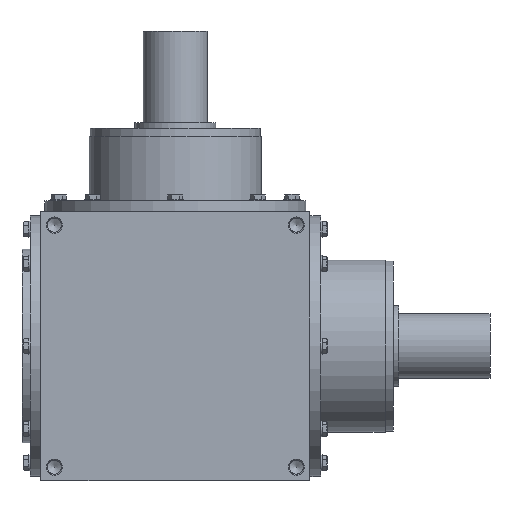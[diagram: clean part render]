
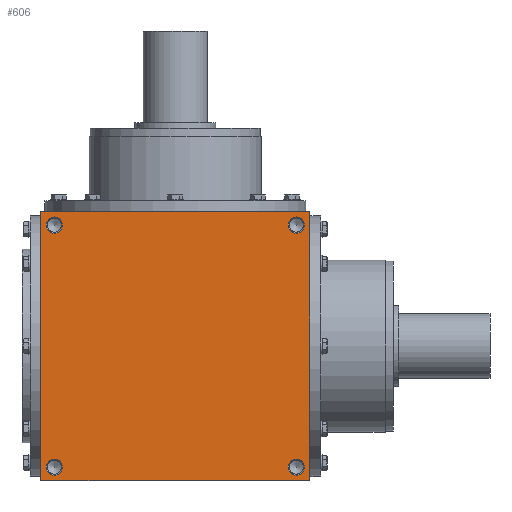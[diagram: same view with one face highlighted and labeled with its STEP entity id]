
A CAD part, front view. The second image highlights one B-rep face of the part: STEP entity #606.
In plain terms, the highlighted planar face has unit normal (0, -1, 0).
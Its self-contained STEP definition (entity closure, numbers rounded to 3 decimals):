
#606 = ADVANCED_FACE( '', ( #1179, #1180, #1181, #1182, #1183 ), #1184, .F. );
#1179 = FACE_BOUND( '', #1796, .T. );
#1180 = FACE_BOUND( '', #1797, .T. );
#1181 = FACE_BOUND( '', #1798, .T. );
#1182 = FACE_BOUND( '', #1799, .T. );
#1183 = FACE_OUTER_BOUND( '', #1800, .T. );
#1184 = PLANE( '', #1801 );
#1796 = EDGE_LOOP( '', ( #2670 ) );
#1797 = EDGE_LOOP( '', ( #2671 ) );
#1798 = EDGE_LOOP( '', ( #2672 ) );
#1799 = EDGE_LOOP( '', ( #2673 ) );
#1800 = EDGE_LOOP( '', ( #2674, #2675, #2676, #2677 ) );
#1801 = AXIS2_PLACEMENT_3D( '', #2678, #2679, #2680 );
#2670 = ORIENTED_EDGE( '', *, *, #3507, .T. );
#2671 = ORIENTED_EDGE( '', *, *, #3267, .T. );
#2672 = ORIENTED_EDGE( '', *, *, #3508, .F. );
#2673 = ORIENTED_EDGE( '', *, *, #3227, .F. );
#2674 = ORIENTED_EDGE( '', *, *, #3464, .T. );
#2675 = ORIENTED_EDGE( '', *, *, #3340, .F. );
#2676 = ORIENTED_EDGE( '', *, *, #3441, .F. );
#2677 = ORIENTED_EDGE( '', *, *, #3253, .T. );
#2678 = CARTESIAN_POINT( '', ( -250., -250., 250. ) );
#2679 = DIRECTION( '', ( 0., 1., 0. ) );
#2680 = DIRECTION( '', ( 0., 0., 1. ) );
#3227 = EDGE_CURVE( '', #3659, #3659, #3660, .T. );
#3253 = EDGE_CURVE( '', #3703, #3701, #3704, .T. );
#3267 = EDGE_CURVE( '', #3725, #3725, #3726, .T. );
#3340 = EDGE_CURVE( '', #3840, #3835, #3842, .T. );
#3441 = EDGE_CURVE( '', #3703, #3840, #3996, .T. );
#3464 = EDGE_CURVE( '', #3701, #3835, #4024, .T. );
#3507 = EDGE_CURVE( '', #4083, #4083, #4084, .T. );
#3508 = EDGE_CURVE( '', #4085, #4085, #4086, .T. );
#3659 = VERTEX_POINT( '', #4260 );
#3660 = CIRCLE( '', #4261, 15. );
#3701 = VERTEX_POINT( '', #4322 );
#3703 = VERTEX_POINT( '', #4325 );
#3704 = LINE( '', #4326, #4327 );
#3725 = VERTEX_POINT( '', #4350 );
#3726 = CIRCLE( '', #4351, 15. );
#3835 = VERTEX_POINT( '', #4488 );
#3840 = VERTEX_POINT( '', #4495 );
#3842 = LINE( '', #4498, #4499 );
#3996 = LINE( '', #4733, #4734 );
#4024 = LINE( '', #4776, #4777 );
#4083 = VERTEX_POINT( '', #4836 );
#4084 = CIRCLE( '', #4837, 15. );
#4085 = VERTEX_POINT( '', #4838 );
#4086 = CIRCLE( '', #4839, 15. );
#4260 = CARTESIAN_POINT( '', ( 225., -250., 210. ) );
#4261 = AXIS2_PLACEMENT_3D( '', #5070, #5071, #5072 );
#4322 = CARTESIAN_POINT( '', ( -250., -250., -250. ) );
#4325 = CARTESIAN_POINT( '', ( -250., -250., 250. ) );
#4326 = CARTESIAN_POINT( '', ( -250., -250., 250. ) );
#4327 = VECTOR( '', #5110, 1000. );
#4350 = CARTESIAN_POINT( '', ( -225., -250., 240. ) );
#4351 = AXIS2_PLACEMENT_3D( '', #5134, #5135, #5136 );
#4488 = CARTESIAN_POINT( '', ( 250., -250., -250. ) );
#4495 = CARTESIAN_POINT( '', ( 250., -250., 250. ) );
#4498 = CARTESIAN_POINT( '', ( 250., -250., 250. ) );
#4499 = VECTOR( '', #5257, 1000. );
#4733 = CARTESIAN_POINT( '', ( -250., -250., 250. ) );
#4734 = VECTOR( '', #5443, 1000. );
#4776 = CARTESIAN_POINT( '', ( -250., -250., -250. ) );
#4777 = VECTOR( '', #5470, 1000. );
#4836 = CARTESIAN_POINT( '', ( -225., -250., -210. ) );
#4837 = AXIS2_PLACEMENT_3D( '', #5537, #5538, #5539 );
#4838 = CARTESIAN_POINT( '', ( 225., -250., -240. ) );
#4839 = AXIS2_PLACEMENT_3D( '', #5540, #5541, #5542 );
#5070 = CARTESIAN_POINT( '', ( 225., -250., 225. ) );
#5071 = DIRECTION( '', ( 0., -1., 0. ) );
#5072 = DIRECTION( '', ( 0., 0., -1. ) );
#5110 = DIRECTION( '', ( 0., 0., -1. ) );
#5134 = CARTESIAN_POINT( '', ( -225., -250., 225. ) );
#5135 = DIRECTION( '', ( 0., 1., 0. ) );
#5136 = DIRECTION( '', ( 0., 0., 1. ) );
#5257 = DIRECTION( '', ( 0., 0., -1. ) );
#5443 = DIRECTION( '', ( 1., 0., 0. ) );
#5470 = DIRECTION( '', ( 1., 0., 0. ) );
#5537 = CARTESIAN_POINT( '', ( -225., -250., -225. ) );
#5538 = DIRECTION( '', ( 0., 1., 0. ) );
#5539 = DIRECTION( '', ( 0., 0., 1. ) );
#5540 = CARTESIAN_POINT( '', ( 225., -250., -225. ) );
#5541 = DIRECTION( '', ( 0., -1., 0. ) );
#5542 = DIRECTION( '', ( 0., 0., -1. ) );
